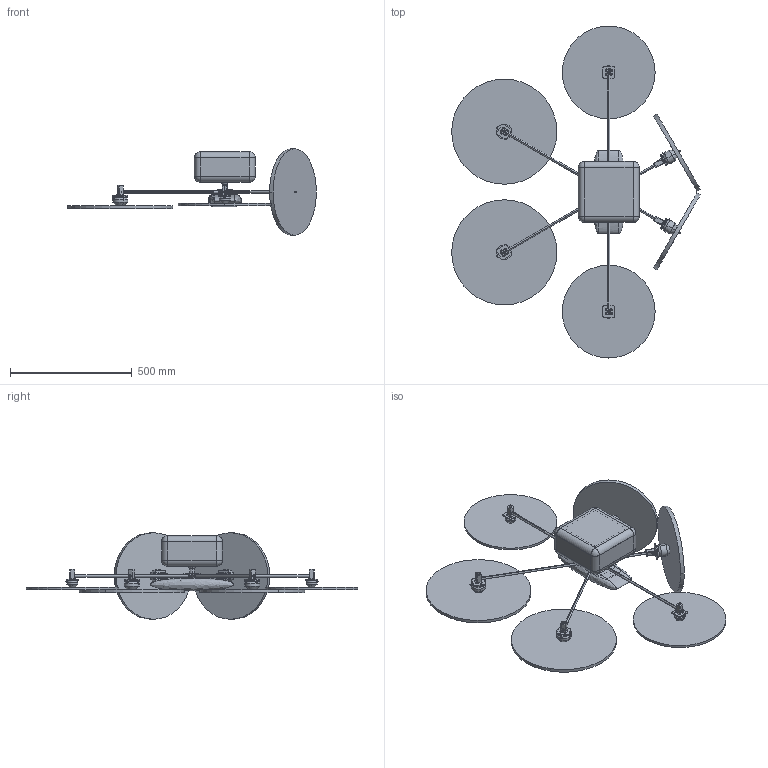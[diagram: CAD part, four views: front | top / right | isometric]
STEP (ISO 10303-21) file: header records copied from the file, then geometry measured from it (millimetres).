
FILE_DESCRIPTION((''),'2;1');
FILE_NAME('UAV_ASM','2023-05-16T15:08:33',('E33734'),(''),'CREO PARAMETRIC BY PTC INC, 2019352','CREO PARAMETRIC BY PTC INC, 2019352','');
FILE_SCHEMA(('CONFIG_CONTROL_DESIGN'));
Length unit declared in the file: millimetre
Products named in the file (37): ORIENT; MAINHUB_1; ARM_43_2; FLANGE_2; MOTOR_5; PROPELLER_5; ARM_43_1; FLANGE_1; MOTOR_4; PROPELLER_4; CARGOCASE; CARGO; ARM_42_2; FLANGE_16_2; MOTOR_6; PROPELLER_6; ARM_42_1; FLANGE_16_1; MOTOR_3; PROPELLER_3; FUSELAGE_1; SENSOR_3; SENSOR_2; SENSOR_4; SENSOR_1; BATTERY_1; SENSOR_5; SENSOR_6; ARM_41_1; FLANGE_15_1; MOTOR_1; PROPELLER_1; ARM_41_2; FLANGE_15_2; MOTOR_2; PROPELLER_2; UAV_ASM
Assembly tree (36 placements, depth 2):
  UAV_ASM
    ORIENT
    MAINHUB_1
    ARM_43_2
    FLANGE_2
    MOTOR_5
    PROPELLER_5
    ARM_43_1
    FLANGE_1
    MOTOR_4
    PROPELLER_4
    CARGOCASE
    CARGO
    ARM_42_2
    FLANGE_16_2
    MOTOR_6
    PROPELLER_6
    ARM_42_1
    FLANGE_16_1
    MOTOR_3
    PROPELLER_3
    FUSELAGE_1
    SENSOR_3
    SENSOR_2
    SENSOR_4
    SENSOR_1
    BATTERY_1
    SENSOR_5
    SENSOR_6
    ARM_41_1
    FLANGE_15_1
    MOTOR_1
    PROPELLER_1
    ARM_41_2
    FLANGE_15_2
    MOTOR_2
    PROPELLER_2
Bounding box: 1020.98 x 1363.34 x 355.6 mm (x, y, z)
Volume: 16611972.2 mm3; surface area: 2697425.5 mm2
Topology: 53 solids, 56 shells, 874 faces, 1834 edges, 1090 vertices
Faces by surface type: cylinder 452, plane 267, sphere 96, torus 26, cone 24, revolution 6, extrusion 3
Entity records: 25592 total; most frequent: CARTESIAN_POINT 5831, DIRECTION 4381, ORIENTED_EDGE 3660, EDGE_CURVE 1830, AXIS2_PLACEMENT_3D 1741, VERTEX_POINT 1090, EDGE_LOOP 946, VECTOR 893
